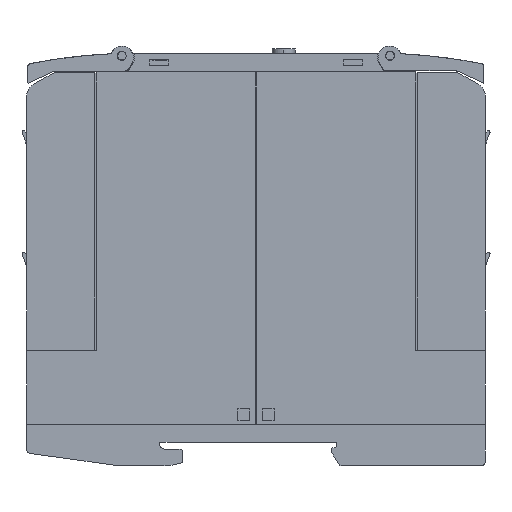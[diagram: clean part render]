
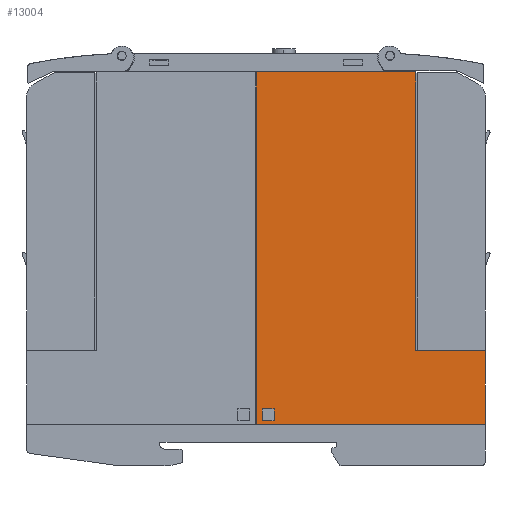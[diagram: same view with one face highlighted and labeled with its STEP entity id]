
A CAD part, left-side view. The second image highlights one B-rep face of the part: STEP entity #13004.
In plain terms, the highlighted planar face has unit normal (-1, 0, 0).
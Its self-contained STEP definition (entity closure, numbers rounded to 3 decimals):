
#13004=ADVANCED_FACE('',(#34175,#34176),#34177,.T.);
#14588=VERTEX_POINT('',#35833);
#14596=VERTEX_POINT('',#35841);
#14600=EDGE_CURVE('',#14588,#14596,#35845,.T.);
#28536=VERTEX_POINT('',#49781);
#28540=VERTEX_POINT('',#49785);
#28542=EDGE_CURVE('',#28540,#28536,#49787,.T.);
#28554=VERTEX_POINT('',#49799);
#28558=EDGE_CURVE('',#28536,#28554,#49803,.T.);
#28574=VERTEX_POINT('',#49819);
#28578=VERTEX_POINT('',#49823);
#28580=EDGE_CURVE('',#28574,#28578,#49825,.T.);
#28596=VERTEX_POINT('',#49841);
#28600=EDGE_CURVE('',#28554,#28596,#49845,.T.);
#28604=EDGE_CURVE('',#28596,#28540,#49849,.T.);
#28606=VERTEX_POINT('',#49851);
#28608=EDGE_CURVE('',#14596,#28606,#49853,.T.);
#28616=VERTEX_POINT('',#49861);
#28618=EDGE_CURVE('',#28616,#14588,#49863,.T.);
#28626=EDGE_CURVE('',#28606,#28578,#49871,.T.);
#28628=EDGE_CURVE('',#28574,#28616,#49873,.T.);
#34175=FACE_OUTER_BOUND('',#55410,.T.);
#34176=FACE_BOUND('',#55411,.T.);
#34177=PLANE('',#55412);
#35833=CARTESIAN_POINT('',(0.0,1.03,25.101));
#35841=CARTESIAN_POINT('',(0.0,16.13,25.101));
#35845=LINE('',#57994,#57995);
#49781=CARTESIAN_POINT('',(0.0,47.03,12.401));
#49785=CARTESIAN_POINT('',(0.0,49.63,12.401));
#49787=LINE('',#80258,#80259);
#49799=CARTESIAN_POINT('',(0.0,47.03,9.801));
#49803=LINE('',#80286,#80287);
#49819=CARTESIAN_POINT('',(0.0,50.93,9.001));
#49823=CARTESIAN_POINT('',(0.0,50.93,85.801));
#49825=LINE('',#80318,#80319);
#49841=CARTESIAN_POINT('',(0.0,49.63,9.801));
#49845=LINE('',#80350,#80351);
#49849=LINE('',#80358,#80359);
#49851=CARTESIAN_POINT('',(0.0,16.13,85.801));
#49853=LINE('',#80364,#80365);
#49861=CARTESIAN_POINT('',(0.0,1.03,9.001));
#49863=LINE('',#80380,#80381);
#49871=LINE('',#80394,#80395);
#49873=LINE('',#80398,#80399);
#55410=EDGE_LOOP('',(#96947,#96948,#96949,#96950,#96951,#96952));
#55411=EDGE_LOOP('',(#96953,#96954,#96955,#96956));
#55412=AXIS2_PLACEMENT_3D('',#96957,#96958,#96959);
#57994=CARTESIAN_POINT('',(0.0,4.78,25.101));
#57995=VECTOR('',#98092,1.0);
#80258=CARTESIAN_POINT('',(0.0,24.68,12.401));
#80259=VECTOR('',#103215,1.0);
#80286=CARTESIAN_POINT('',(0.0,47.03,10.051));
#80287=VECTOR('',#103221,1.0);
#80318=CARTESIAN_POINT('',(0.0,50.93,9.001));
#80319=VECTOR('',#103226,1.0);
#80350=CARTESIAN_POINT('',(0.0,24.68,9.801));
#80351=VECTOR('',#103232,1.0);
#80358=CARTESIAN_POINT('',(0.0,49.63,10.051));
#80359=VECTOR('',#103234,1.0);
#80364=CARTESIAN_POINT('',(0.0,16.13,32.226));
#80365=VECTOR('',#103235,1.0);
#80380=CARTESIAN_POINT('',(0.0,1.03,9.001));
#80381=VECTOR('',#103238,1.0);
#80394=CARTESIAN_POINT('',(0.0,50.93,85.801));
#80395=VECTOR('',#103241,1.0);
#80398=CARTESIAN_POINT('',(0.0,50.93,9.001));
#80399=VECTOR('',#103242,1.0);
#96947=ORIENTED_EDGE('',*,*,#14600,.T.);
#96948=ORIENTED_EDGE('',*,*,#28608,.T.);
#96949=ORIENTED_EDGE('',*,*,#28626,.T.);
#96950=ORIENTED_EDGE('',*,*,#28580,.F.);
#96951=ORIENTED_EDGE('',*,*,#28628,.T.);
#96952=ORIENTED_EDGE('',*,*,#28618,.T.);
#96953=ORIENTED_EDGE('',*,*,#28604,.T.);
#96954=ORIENTED_EDGE('',*,*,#28542,.T.);
#96955=ORIENTED_EDGE('',*,*,#28558,.T.);
#96956=ORIENTED_EDGE('',*,*,#28600,.T.);
#96957=CARTESIAN_POINT('',(0.0,1.03,9.001));
#96958=DIRECTION('',(-1.0,0.0,0.0));
#96959=DIRECTION('',(0.0,1.0,0.0));
#98092=DIRECTION('',(0.0,1.0,0.0));
#103215=DIRECTION('',(0.0,-1.0,0.0));
#103221=DIRECTION('',(0.0,0.0,-1.0));
#103226=DIRECTION('',(0.0,0.0,1.0));
#103232=DIRECTION('',(0.0,1.0,0.0));
#103234=DIRECTION('',(0.0,-0.0,1.0));
#103235=DIRECTION('',(0.0,-0.0,1.0));
#103238=DIRECTION('',(0.0,0.0,1.0));
#103241=DIRECTION('',(0.0,1.0,0.0));
#103242=DIRECTION('',(0.0,-1.0,0.0));
